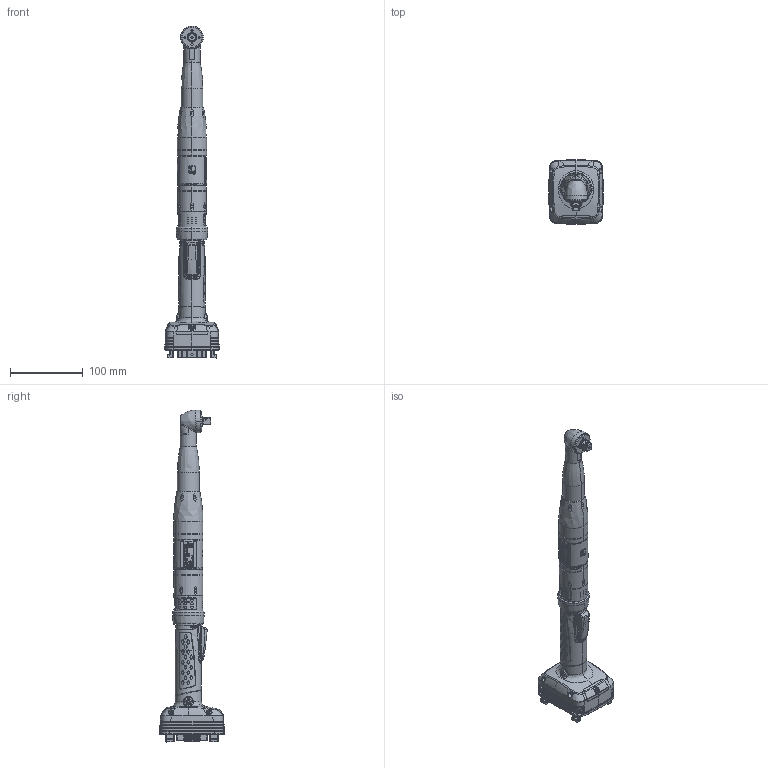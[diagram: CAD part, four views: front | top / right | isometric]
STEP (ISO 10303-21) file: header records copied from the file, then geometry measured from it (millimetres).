
FILE_DESCRIPTION((''),'2;1');
FILE_NAME('ASM0068_ASM','2022-05-13T12:42:55',('INEdipo'),(''),'CREO PARAMETRIC BY PTC INC, 2020281','CREO PARAMETRIC BY PTC INC, 2020281','');
FILE_SCHEMA(('CONFIG_CONTROL_DESIGN'));
Products named in the file (3): E1_SW0007; E2_SW0007; ASM0068_ASM
Assembly tree (2 placements, depth 2):
  ASM0068_ASM
    E1_SW0007
    E2_SW0007
Bounding box: 74.42 x 88.48 x 455.01 mm (x, y, z)
Volume: 628753.9 mm3; surface area: 93748.9 mm2
Topology: 4 solids, 7 shells, 5341 faces, 14193 edges, 9189 vertices
Faces by surface type: plane 1618, bspline 1279, extrusion 1155, cylinder 1037, cone 119, torus 102, sphere 22, revolution 9
Entity records: 576606 total; most frequent: CARTESIAN_POINT 459060, ORIENTED_EDGE 28308, DIRECTION 16871, EDGE_CURVE 14154, VERTEX_POINT 9188, B_SPLINE_CURVE_WITH_KNOTS 7567, VECTOR 6756, EDGE_LOOP 5736
